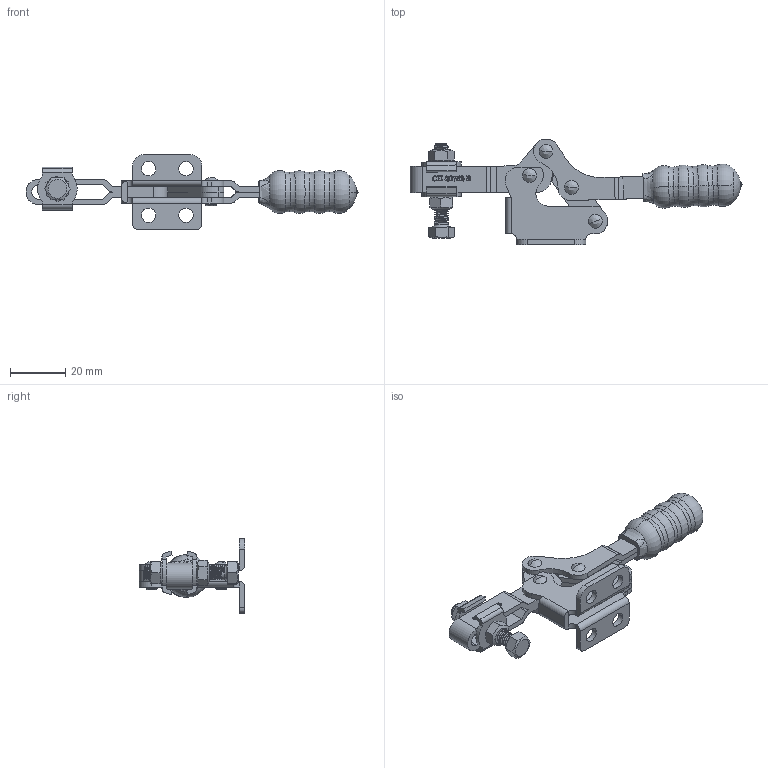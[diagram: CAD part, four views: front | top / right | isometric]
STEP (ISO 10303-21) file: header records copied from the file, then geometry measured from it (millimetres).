
FILE_DESCRIPTION (( 'STEP AP203' ), '1' );
FILE_NAME ('CH-20752-B.STEP', '2017-11-19T01:23:44', ( 'Windows' ), ( 'Microsoft' ), 'SwSTEP 2.0', 'SolidWorks 2015', '' );
FILE_SCHEMA (( 'CONFIG_CONTROL_DESIGN' ));
Length unit declared in the file: millimetre
Products named in the file (10): CH-20752-B-05; M5 Nut; CH-FW-140; CH-SA-053008 SPINDLE SUPPLIED; 2300綵竄杶; 20752-B揤參; H-20752-B-01 FLANGED BASE; CH-20752-B; CH-20752-B-04 CONNECTING-PLATE; CH-20752-B-03 HANDLE
Assembly tree (15 placements, depth 2):
  CH-20752-B
    H-20752-B-01 FLANGED BASE
    CH-20752-B-04 CONNECTING-PLATE  x2
    CH-20752-B-03 HANDLE
    CH-20752-B-05  x4
    M5 Nut  x2
    CH-FW-140  x2
    CH-SA-053008 SPINDLE SUPPLIED
    2300綵竄杶
    20752-B揤參
Bounding box: 119.86 x 38.21 x 27 mm (x, y, z)
Volume: 15158 mm3; surface area: 16484.8 mm2
Topology: 16 solids, 16 shells, 874 faces, 2363 edges, 1535 vertices
Faces by surface type: plane 312, bspline 257, cylinder 222, torus 48, cone 31, sphere 4
Entity records: 40204 total; most frequent: CARTESIAN_POINT 21307, ORIENTED_EDGE 4218, DIRECTION 2819, EDGE_CURVE 2109, VERTEX_POINT 1387, LINE 1115, VECTOR 1115, AXIS2_PLACEMENT_3D 852
